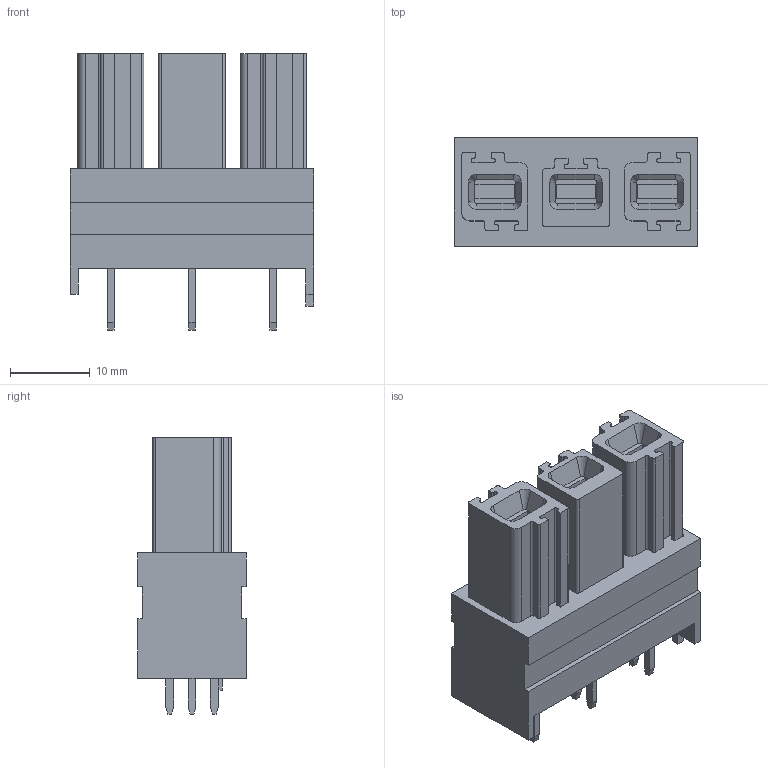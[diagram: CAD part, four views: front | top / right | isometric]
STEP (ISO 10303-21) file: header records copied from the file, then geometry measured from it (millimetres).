
FILE_DESCRIPTION(('CATIA V5 STEP Exchange','CAx-IF Rec.Pracs.--- Model Styling and Organization---1.2---2011-12-15'),'2;1');
FILE_NAME ('D1451257_0_1341270000_1341270000.stp','2018-09-11T05:46:15+00:00',('none'),('Weidmueller'),'CATIA Version 5-6 Release 2014','CATIA V5 STEP AP214','none');
FILE_SCHEMA(('AUTOMOTIVE_DESIGN { 1 0 10303 214 1 1 1 1 }'));
Length unit declared in the file: millimetre
Products named in the file (1): 1341270000
Bounding box: 30.48 x 13.6 x 34.6 mm (x, y, z)
Volume: 7863.2 mm3; surface area: 4403.2 mm2
Topology: 4 solids, 4 shells, 257 faces, 720 edges, 480 vertices
Faces by surface type: plane 191, cylinder 54, cone 12
Entity records: 7715 total; most frequent: ORIENTED_EDGE 1440, CARTESIAN_POINT 1377, DIRECTION 1072, EDGE_CURVE 720, VECTOR 588, LINE 588, VERTEX_POINT 480, AXIS2_PLACEMENT_3D 309
